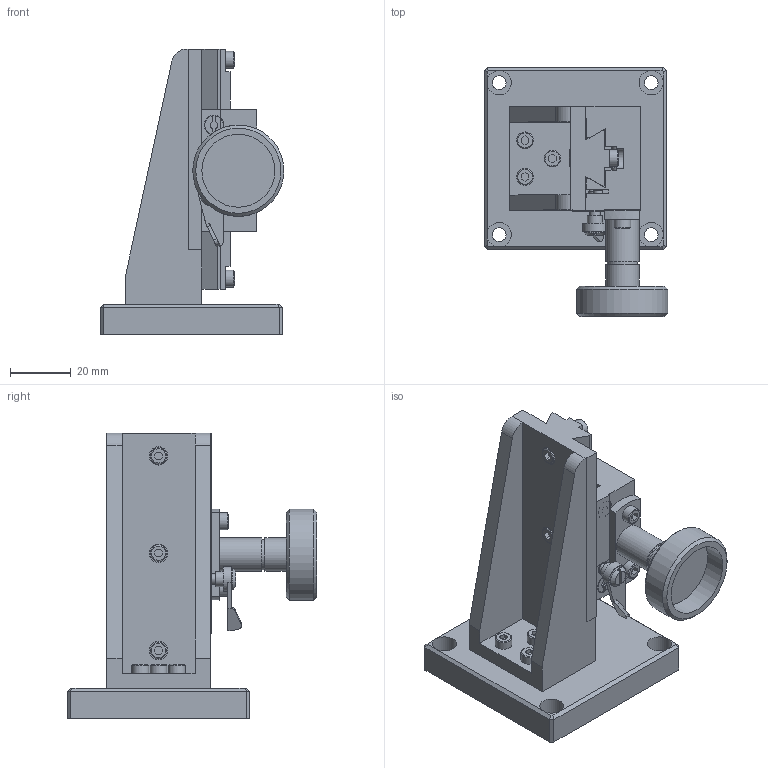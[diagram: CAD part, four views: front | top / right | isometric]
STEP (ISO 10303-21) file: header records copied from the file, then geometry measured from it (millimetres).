
FILE_DESCRIPTION((''),'2;1');
FILE_NAME('TAR-34403L.stp','2007-04-25T13:30:58',('okegawa'),(''),'Autodesk Inventor 11','Autodesk Inventor 11','');
FILE_SCHEMA(('AUTOMOTIVE_DESIGN { 1 0 10303 214 1 1 1 1 }'));
Length unit declared in the file: millimetre
Products named in the file (3): TAR-80Z-C1-S07; TAR-80Z-C1-S05; TAR-80Z-C1-S06
Assembly tree (2 placements, depth 2):
  TAR-80Z-C1-S07
    TAR-80Z-C1-S05
    TAR-80Z-C1-S06
Bounding box: 60.5 x 82 x 94 mm (x, y, z)
Volume: 96025.5 mm3; surface area: 37612.9 mm2
Topology: 2 solids, 24 shells, 438 faces, 1029 edges, 672 vertices
Faces by surface type: plane 289, bspline 60, cylinder 59, cone 30
Full cylindrical faces by diameter (mm): 2 x1, 2.459 x1, 3 x12, 3.4 x1, 4 x2, 5 x3, 5.1 x2, 5.5 x10, 6 x2, 6.5 x1, 7 x1, 7.185 x1, 7.5 x1, 8 x1, 10 x1, 11 x2, 24 x1, 30 x1
Entity records: 12367 total; most frequent: CARTESIAN_POINT 2970, DIRECTION 1872, ORIENTED_EDGE 1736, EDGE_CURVE 868, AXIS2_PLACEMENT_3D 642, EDGE_LOOP 637, VERTEX_POINT 626, VECTOR 588
